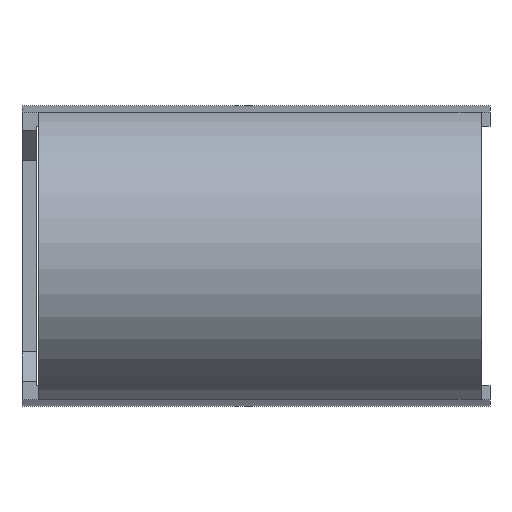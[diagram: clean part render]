
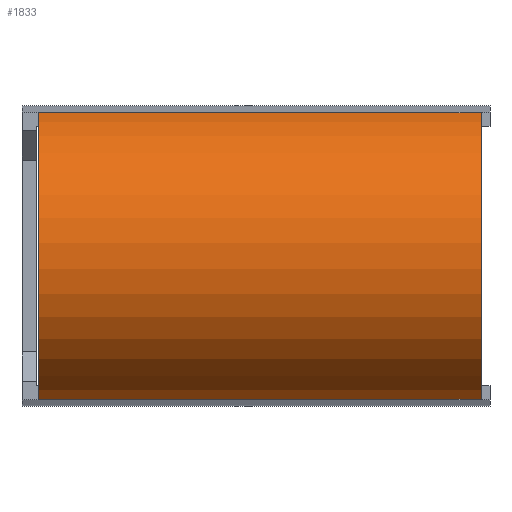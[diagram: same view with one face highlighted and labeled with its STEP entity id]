
A CAD part, front view. The second image highlights one B-rep face of the part: STEP entity #1833.
In plain terms, the highlighted cylindrical face has radius 12.55 mm (diameter 25.1 mm), a partial arc.
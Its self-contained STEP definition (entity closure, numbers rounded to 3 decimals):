
#52=CYLINDRICAL_SURFACE('',#1999,12.55);
#131=FACE_OUTER_BOUND('',#226,.T.);
#226=EDGE_LOOP('',(#1580,#1581,#1582,#1583));
#272=CIRCLE('',#1928,12.55);
#284=CIRCLE('',#1988,12.55);
#380=LINE('',#2841,#591);
#427=LINE('',#2946,#638);
#591=VECTOR('',#2254,10.);
#638=VECTOR('',#2361,10.);
#783=VERTEX_POINT('',#2762);
#784=VERTEX_POINT('',#2764);
#811=VERTEX_POINT('',#2840);
#839=VERTEX_POINT('',#2945);
#978=EDGE_CURVE('',#784,#783,#272,.T.);
#1017=EDGE_CURVE('',#783,#811,#380,.T.);
#1069=EDGE_CURVE('',#784,#839,#427,.T.);
#1090=EDGE_CURVE('',#811,#839,#284,.T.);
#1580=ORIENTED_EDGE('',*,*,#1090,.T.);
#1581=ORIENTED_EDGE('',*,*,#1069,.F.);
#1582=ORIENTED_EDGE('',*,*,#978,.T.);
#1583=ORIENTED_EDGE('',*,*,#1017,.T.);
#1833=ADVANCED_FACE('',(#131),#52,.T.);
#1928=AXIS2_PLACEMENT_3D('',#2765,#2187,#2188);
#1988=AXIS2_PLACEMENT_3D('',#2985,#2403,#2404);
#1999=AXIS2_PLACEMENT_3D('',#3011,#2436,#2437);
#2187=DIRECTION('center_axis',(-1.,0.,0.));
#2188=DIRECTION('ref_axis',(0.,0.,1.));
#2254=DIRECTION('',(-1.,0.,0.));
#2361=DIRECTION('',(-1.,0.,0.));
#2403=DIRECTION('center_axis',(1.,0.,0.));
#2404=DIRECTION('ref_axis',(0.,0.,1.));
#2436=DIRECTION('center_axis',(-1.,0.,0.));
#2437=DIRECTION('ref_axis',(0.,0.,1.));
#2762=CARTESIAN_POINT('',(18.45,-3.825,11.953));
#2764=CARTESIAN_POINT('',(18.45,-3.825,-11.953));
#2765=CARTESIAN_POINT('Origin',(18.45,0.,0.));
#2840=CARTESIAN_POINT('',(-18.45,-3.825,11.953));
#2841=CARTESIAN_POINT('',(0.,-3.825,11.953));
#2945=CARTESIAN_POINT('',(-18.45,-3.825,-11.953));
#2946=CARTESIAN_POINT('',(0.,-3.825,-11.953));
#2985=CARTESIAN_POINT('Origin',(-18.45,0.,0.));
#3011=CARTESIAN_POINT('Origin',(0.,0.,0.));
